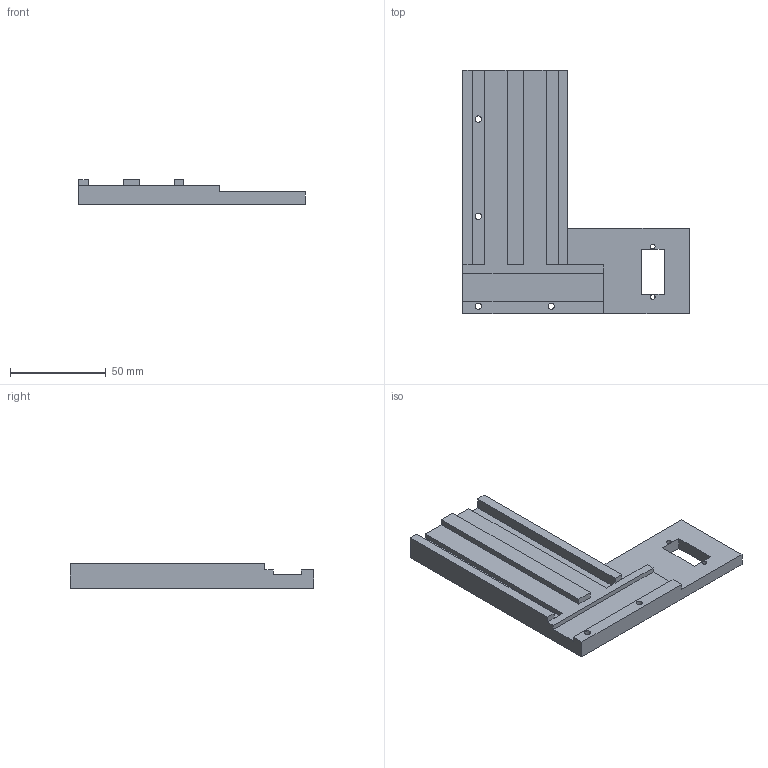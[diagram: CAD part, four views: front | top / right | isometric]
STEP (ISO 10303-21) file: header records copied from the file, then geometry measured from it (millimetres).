
FILE_DESCRIPTION (( 'STEP AP214' ), '1' );
FILE_NAME ('Dispenser Left Side.STEP', '2017-11-20T05:47:16', ( '' ), ( '' ), 'SwSTEP 2.0', 'SolidWorks 2017', '' );
FILE_SCHEMA (( 'AUTOMOTIVE_DESIGN' ));
Length unit declared in the file: inch
Products named in the file (1): Dispenser Left Side
Bounding box: 118.29 x 127 x 12.7 mm (x, y, z)
Volume: 83672.6 mm3; surface area: 27546.2 mm2
Topology: 1 solids, 1 shells, 55 faces, 148 edges, 95 vertices
Faces by surface type: plane 35, cylinder 12, cone 8
Entity records: 1774 total; most frequent: CARTESIAN_POINT 299, ORIENTED_EDGE 296, DIRECTION 292, EDGE_CURVE 148, VECTOR 116, LINE 116, VERTEX_POINT 95, AXIS2_PLACEMENT_3D 88
